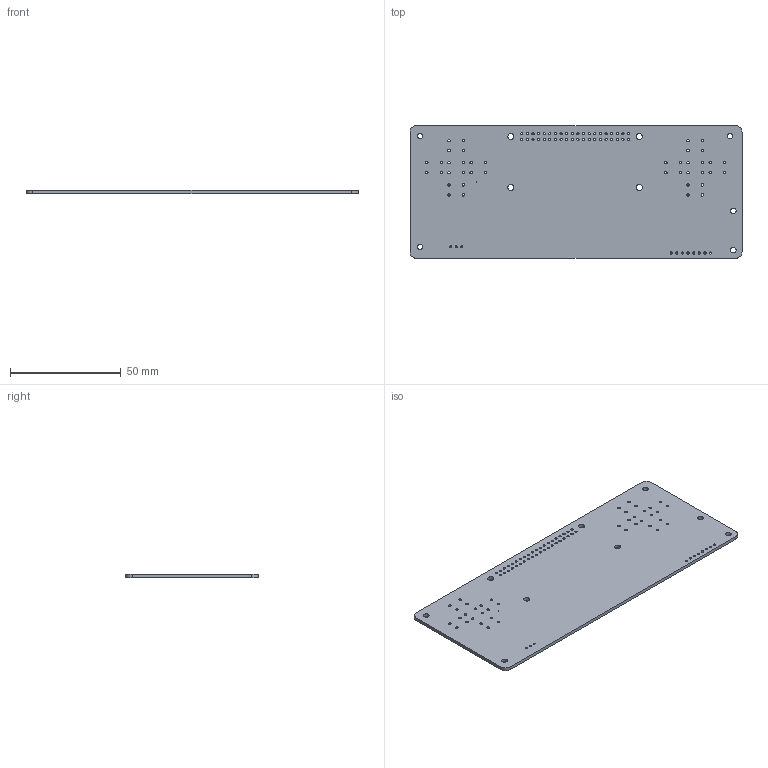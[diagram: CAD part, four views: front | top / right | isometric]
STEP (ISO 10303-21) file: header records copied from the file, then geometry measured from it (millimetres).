
FILE_DESCRIPTION(('KiCad electronic assembly'),'2;1');
FILE_NAME('Gamepad_PCB.step','2025-06-30T19:23:45',('Pcbnew'),('Kicad'), 'Open CASCADE STEP processor 7.8','KiCad to STEP converter','Unknown' );
FILE_SCHEMA(('AUTOMOTIVE_DESIGN { 1 0 10303 214 1 1 1 1 }'));
Length unit declared in the file: millimetre
Products named in the file (2): Gamepad_PCB 1; GamePad_Zero_PCB
Assembly tree (1 placements, depth 2):
  Gamepad_PCB 1
    GamePad_Zero_PCB
Bounding box: 150 x 60 x 1.51 mm (x, y, z)
Volume: 13388.1 mm3; surface area: 18921.1 mm2
Topology: 1 solids, 1 shells, 111 faces, 327 edges, 218 vertices
Faces by surface type: cylinder 105, plane 6
Full cylindrical faces by diameter (mm): 0.3 x1, 0.9 x3, 1 x48, 1.1 x40, 2.5 x5, 2.75 x4
Entity records: 4272 total; most frequent: DIRECTION 763, CARTESIAN_POINT 658, ORIENTED_EDGE 654, EDGE_CURVE 327, AXIS2_PLACEMENT_3D 323, FACE_BOUND 313, EDGE_LOOP 313, VERTEX_POINT 218
